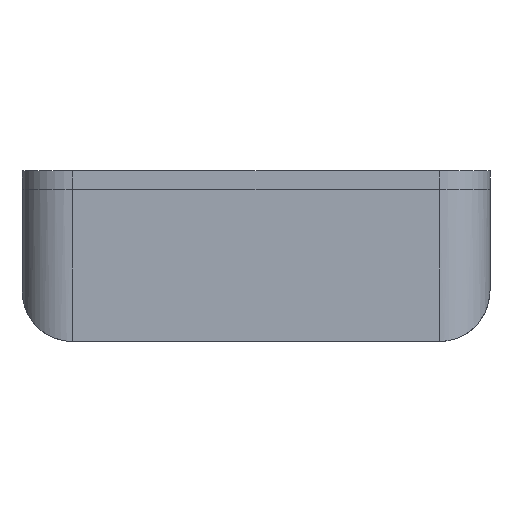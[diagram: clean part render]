
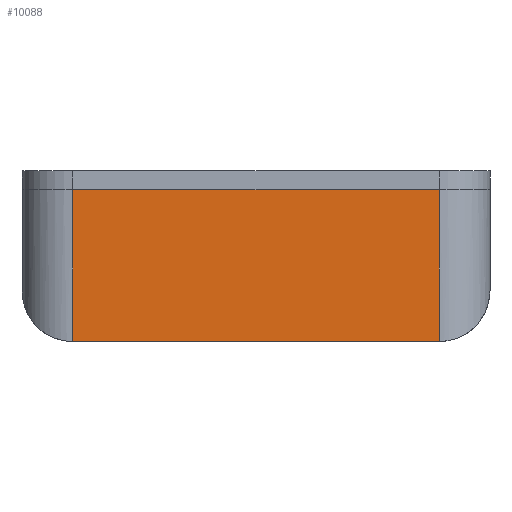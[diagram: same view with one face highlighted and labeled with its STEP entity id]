
A CAD part, front view. The second image highlights one B-rep face of the part: STEP entity #10088.
In plain terms, the highlighted planar face has unit normal (0, -1, 0).
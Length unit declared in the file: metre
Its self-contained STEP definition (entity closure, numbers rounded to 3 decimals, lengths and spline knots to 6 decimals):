
#296=LINE('',#15463,#1010);
#354=LINE('',#15985,#1068);
#355=LINE('',#15989,#1069);
#356=LINE('',#15991,#1070);
#1010=VECTOR('',#12246,1.);
#1068=VECTOR('',#12596,1.);
#1069=VECTOR('',#12601,1.);
#1070=VECTOR('',#12602,1.);
#1731=PLANE('',#11021);
#2285=ORIENTED_EDGE('',*,*,#5216,.T.);
#2286=ORIENTED_EDGE('',*,*,#5448,.F.);
#2287=ORIENTED_EDGE('',*,*,#5449,.F.);
#2288=ORIENTED_EDGE('',*,*,#5446,.T.);
#5216=EDGE_CURVE('',#6809,#6807,#296,.T.);
#5446=EDGE_CURVE('',#7031,#6809,#354,.T.);
#5448=EDGE_CURVE('',#7032,#6807,#355,.T.);
#5449=EDGE_CURVE('',#7031,#7032,#356,.T.);
#6807=VERTEX_POINT('',#15461);
#6809=VERTEX_POINT('',#15464);
#7031=VERTEX_POINT('',#15986);
#7032=VERTEX_POINT('',#15990);
#8458=EDGE_LOOP('',(#2285,#2286,#2287,#2288));
#9114=FACE_BOUND('',#8458,.T.);
#10088=ADVANCED_FACE('',(#9114),#1731,.F.);
#11021=AXIS2_PLACEMENT_3D('',#15988,#12599,#12600);
#12246=DIRECTION('',(1.,0.,0.));
#12596=DIRECTION('',(0.,0.,-1.));
#12599=DIRECTION('',(0.,1.,0.));
#12600=DIRECTION('',(0.,0.,1.));
#12601=DIRECTION('',(0.,0.,-1.));
#12602=DIRECTION('',(1.,0.,0.));
#15461=CARTESIAN_POINT('',(0.0145,-0.0585,0.));
#15463=CARTESIAN_POINT('',(0.,-0.0585,0.));
#15464=CARTESIAN_POINT('',(-0.0145,-0.0585,0.));
#15985=CARTESIAN_POINT('',(-0.0145,-0.0585,0.012));
#15986=CARTESIAN_POINT('',(-0.0145,-0.0585,0.012));
#15988=CARTESIAN_POINT('',(0.,-0.0585,0.012));
#15989=CARTESIAN_POINT('',(0.0145,-0.0585,0.012));
#15990=CARTESIAN_POINT('',(0.0145,-0.0585,0.012));
#15991=CARTESIAN_POINT('',(0.,-0.0585,0.012));
